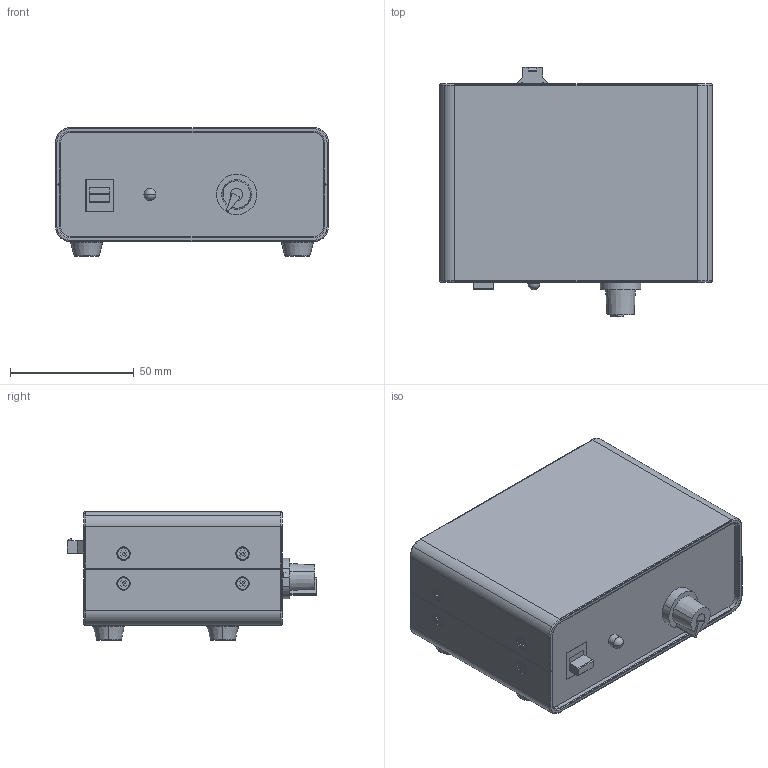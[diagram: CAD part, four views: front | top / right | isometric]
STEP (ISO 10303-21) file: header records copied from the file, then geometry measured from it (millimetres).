
FILE_DESCRIPTION(('STEP AP214'),'1');
FILE_NAME('LDY-24V-CH1P.stp','2022-09-28T03:27:02',(' '),(' '),'Spatial InterOp 3D',' ',' ');
FILE_SCHEMA(('AUTOMOTIVE_DESIGN { 1 0 10303 214 1 1 1 1 }'));
Length unit declared in the file: metre
Products named in the file (2): LDY-24V-CH1P; Component1
Assembly tree (1 placements, depth 2):
  LDY-24V-CH1P
    Component1
Bounding box: 110 x 100.6 x 52 mm (x, y, z)
Volume: 386547.9 mm3; surface area: 39209 mm2
Topology: 1 solids, 3 shells, 728 faces, 1931 edges, 1218 vertices
Faces by surface type: plane 364, cylinder 261, torus 56, cone 27, bspline 16, sphere 4
Entity records: 24329 total; most frequent: CARTESIAN_POINT 5785, DIRECTION 4029, ORIENTED_EDGE 3822, EDGE_CURVE 1911, AXIS2_PLACEMENT_3D 1430, VERTEX_POINT 1218, LINE 1169, VECTOR 1169
